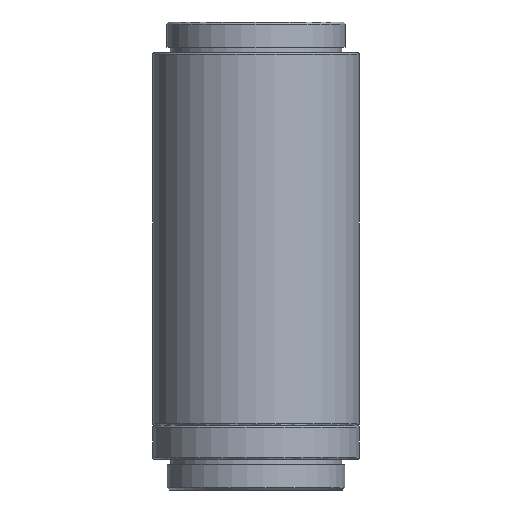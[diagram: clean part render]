
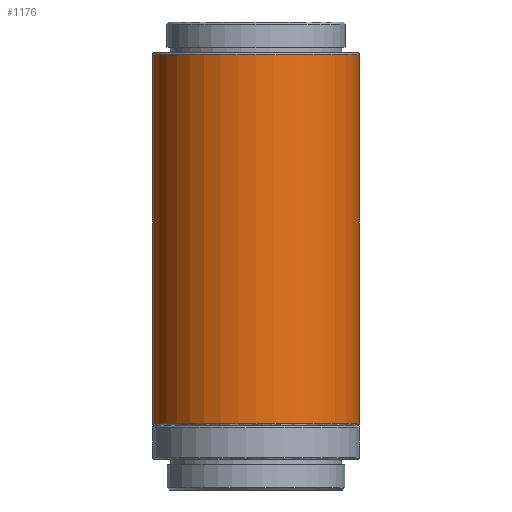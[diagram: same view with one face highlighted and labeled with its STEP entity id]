
A CAD part, front view. The second image highlights one B-rep face of the part: STEP entity #1176.
In plain terms, the highlighted cylindrical face has radius 15.25 mm (diameter 30.5 mm), a full revolution.
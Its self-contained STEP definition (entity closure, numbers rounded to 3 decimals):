
#4 = AXIS2_PLACEMENT_3D ( 'NONE', #505, #1993, #1070 ) ;
#136 = EDGE_CURVE ( 'NONE', #1081, #1081, #944, .T. ) ;
#251 = CYLINDRICAL_SURFACE ( 'NONE', #2314, 15.25 ) ;
#395 = FACE_OUTER_BOUND ( 'NONE', #2058, .T. ) ;
#412 = CARTESIAN_POINT ( 'NONE',  ( 15.25, 0., -54.7 ) ) ;
#505 = CARTESIAN_POINT ( 'NONE',  ( 0., 0., -54.7 ) ) ;
#598 = ORIENTED_EDGE ( 'NONE', *, *, #2410, .T. ) ;
#602 = VERTEX_POINT ( 'NONE', #412 ) ;
#760 = EDGE_LOOP ( 'NONE', ( #1304 ) ) ;
#799 = CARTESIAN_POINT ( 'NONE',  ( 0., 0., -0.3 ) ) ;
#944 = CIRCLE ( 'NONE', #1294, 15.25 ) ;
#1070 = DIRECTION ( 'NONE',  ( 1., 0., 0. ) ) ;
#1081 = VERTEX_POINT ( 'NONE', #2407 ) ;
#1143 = DIRECTION ( 'NONE',  ( 0., 0., -1. ) ) ;
#1148 = CARTESIAN_POINT ( 'NONE',  ( 0., 0., -55. ) ) ;
#1176 = ADVANCED_FACE ( 'NONE', ( #2099, #395 ), #251, .T. ) ;
#1294 = AXIS2_PLACEMENT_3D ( 'NONE', #799, #1143, #1715 ) ;
#1304 = ORIENTED_EDGE ( 'NONE', *, *, #136, .T. ) ;
#1563 = DIRECTION ( 'NONE',  ( 0., 0., 1. ) ) ;
#1707 = DIRECTION ( 'NONE',  ( 1., 0., 0. ) ) ;
#1715 = DIRECTION ( 'NONE',  ( 1., 0., 0. ) ) ;
#1993 = DIRECTION ( 'NONE',  ( 0., 0., 1. ) ) ;
#2058 = EDGE_LOOP ( 'NONE', ( #598 ) ) ;
#2099 = FACE_OUTER_BOUND ( 'NONE', #760, .T. ) ;
#2115 = CIRCLE ( 'NONE', #4, 15.25 ) ;
#2314 = AXIS2_PLACEMENT_3D ( 'NONE', #1148, #1563, #1707 ) ;
#2407 = CARTESIAN_POINT ( 'NONE',  ( 15.25, 0., -0.3 ) ) ;
#2410 = EDGE_CURVE ( 'NONE', #602, #602, #2115, .T. ) ;
